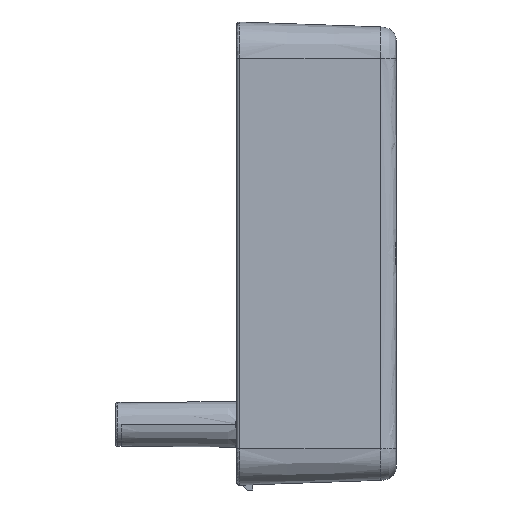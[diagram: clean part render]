
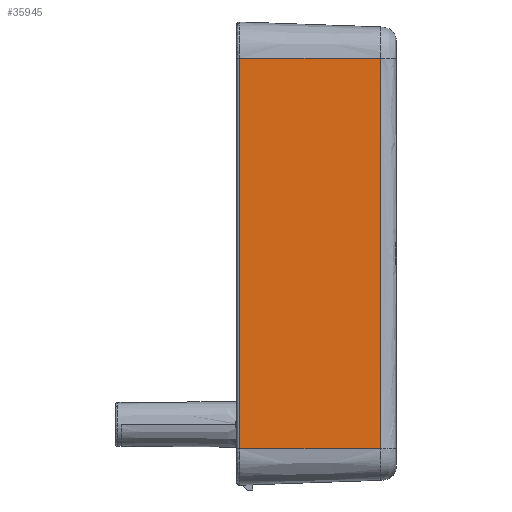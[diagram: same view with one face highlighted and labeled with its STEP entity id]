
A CAD part, left-side view. The second image highlights one B-rep face of the part: STEP entity #35945.
In plain terms, the highlighted planar face has unit normal (-0.999, -0.035, 0).
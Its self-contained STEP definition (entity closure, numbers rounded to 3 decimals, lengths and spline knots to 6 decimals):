
#2589=CARTESIAN_POINT('',(-0.041156,0.002895,
-0.035425));
#5699=CARTESIAN_POINT('',(-0.04205,0.028483,
-0.035425));
#5710=DIRECTION('',(0.,0.,1.));
#5711=VECTOR('',#5710,0.07085);
#5712=CARTESIAN_POINT('',(-0.04205,0.028483,
-0.035425));
#5713=LINE('',#5712,#5711);
#8168=DIRECTION('',(0.035,-0.999,0.));
#8169=VECTOR('',#8168,0.025603);
#8170=CARTESIAN_POINT('',(-0.04205,0.028483,
-0.035425));
#8171=LINE('',#8170,#8169);
#8172=DIRECTION('',(-0.035,0.999,0.));
#8173=VECTOR('',#8172,0.025603);
#8174=CARTESIAN_POINT('',(-0.041156,0.002895,
0.035425));
#8175=LINE('',#8174,#8173);
#8176=DIRECTION('',(0.,0.,1.));
#8177=VECTOR('',#8176,0.07085);
#8178=CARTESIAN_POINT('',(-0.041156,0.002895,
-0.035425));
#8179=LINE('',#8178,#8177);
#18039=VERTEX_POINT('',#2589);
#18040=CARTESIAN_POINT('',(-0.041156,0.002895,
0.035425));
#18041=VERTEX_POINT('',#18040);
#20165=VERTEX_POINT('',#5699);
#20166=CARTESIAN_POINT('',(-0.04205,0.028483,
0.035425));
#20167=VERTEX_POINT('',#20166);
#35933=CARTESIAN_POINT('',(-0.041125,0.002,-0.035425));
#35934=DIRECTION('',(-0.999,-0.035,0.));
#35935=DIRECTION('',(0.,0.,1.));
#35936=AXIS2_PLACEMENT_3D('',#35933,#35934,#35935);
#35937=PLANE('',#35936);
#35939=ORIENTED_EDGE('',*,*,#35938,.F.);
#35940=ORIENTED_EDGE('',*,*,#31039,.T.);
#35941=ORIENTED_EDGE('',*,*,#35925,.F.);
#35942=ORIENTED_EDGE('',*,*,#25625,.F.);
#35943=EDGE_LOOP('',(#35939,#35940,#35941,#35942));
#35944=FACE_OUTER_BOUND('',#35943,.F.);
#35945=ADVANCED_FACE('',(#35944),#35937,.T.);
#25625=EDGE_CURVE('',#18039,#18041,#8179,.T.);
#31039=EDGE_CURVE('',#20165,#20167,#5713,.T.);
#35925=EDGE_CURVE('',#18041,#20167,#8175,.T.);
#35938=EDGE_CURVE('',#20165,#18039,#8171,.T.);
